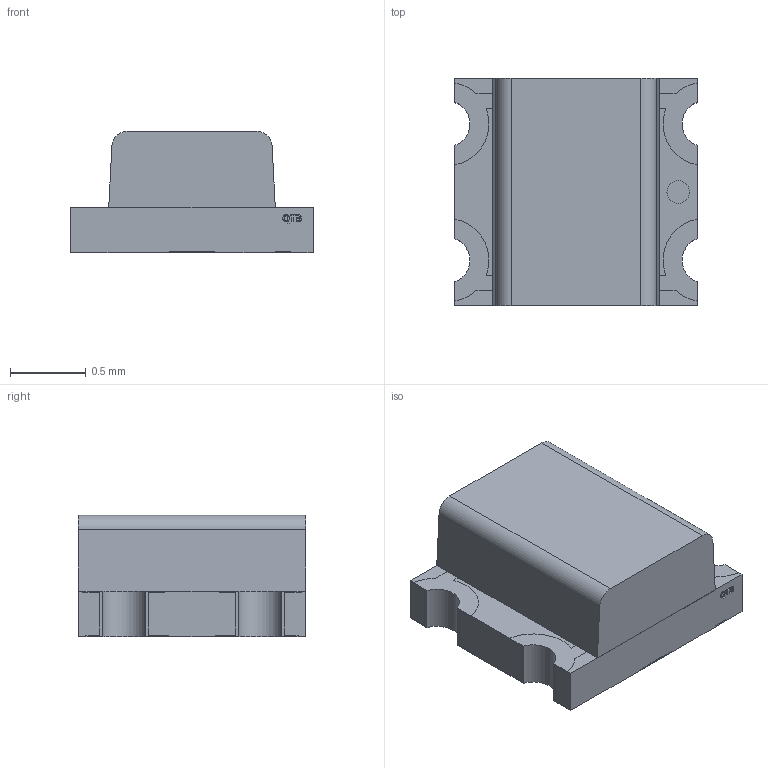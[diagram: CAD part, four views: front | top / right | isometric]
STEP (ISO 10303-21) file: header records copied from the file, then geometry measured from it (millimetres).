
FILE_DESCRIPTION(/* description */ (''),/* implementation_level */ '2;1');
FILE_NAME(/* name */ '5fab0a45fb24ef10790611d5',/* time_stamp */ '2020-11-10T21:46:46+00:00',/* author */ (''),/* organization */ (''),/* preprocessor_version */ 'ST-DEVELOPER v16.7',/* originating_system */ $,/* authorisation */ $);
FILE_SCHEMA (('AUTOMOTIVE_DESIGN {1 0 10303 214 3 1 1}'));
Length unit declared in the file: metre
Products named in the file (9): QBLP600-RIG; Resin; Pad 2b; Substrate; Polarity Mark; Pad 2a; Pad 1b; Bottom Polarity Mark; Pad 1a
Assembly tree (8 placements, depth 2):
  QBLP600-RIG
    Resin
    Pad 2b
    Substrate
    Polarity Mark
    Pad 2a
    Pad 1b
    Bottom Polarity Mark
    Pad 1a
Bounding box: 1.6 x 1.5 x 0.8 mm (x, y, z)
Volume: 1.5 mm3; surface area: 17 mm2
Topology: 8 solids, 8 shells, 252 faces, 687 edges, 458 vertices
Faces by surface type: plane 181, cylinder 42, bspline 29
Full cylindrical faces by diameter (mm): 0.15 x2
Entity records: 8215 total; most frequent: CARTESIAN_POINT 1723, ORIENTED_EDGE 1370, DIRECTION 1175, EDGE_CURVE 685, LINE 543, VECTOR 543, VERTEX_POINT 458, AXIS2_PLACEMENT_3D 316
